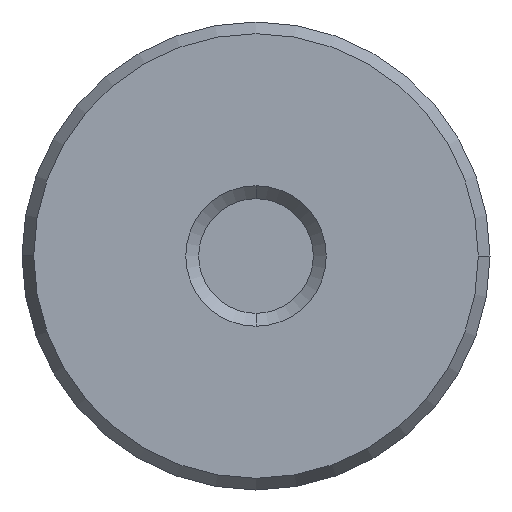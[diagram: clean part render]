
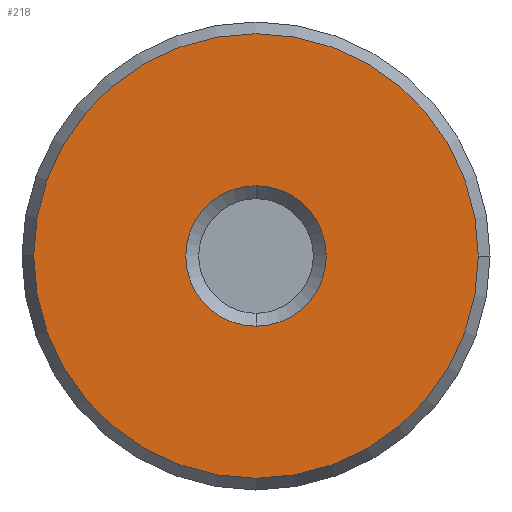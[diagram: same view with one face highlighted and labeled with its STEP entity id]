
A CAD part, front view. The second image highlights one B-rep face of the part: STEP entity #218.
In plain terms, the highlighted planar face has unit normal (0, -1, 0).
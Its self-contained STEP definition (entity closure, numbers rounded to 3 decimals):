
#218=ADVANCED_FACE('',(#537,#538),#539,.T.);
#537=FACE_OUTER_BOUND('',#959,.T.);
#538=FACE_BOUND('',#960,.T.);
#539=PLANE('',#961);
#959=EDGE_LOOP('',(#1491,#1492));
#960=EDGE_LOOP('',(#1493,#1494));
#961=AXIS2_PLACEMENT_3D('',#1495,#1496,#1497);
#1491=ORIENTED_EDGE('',*,*,#2348,.T.);
#1492=ORIENTED_EDGE('',*,*,#2389,.T.);
#1493=ORIENTED_EDGE('',*,*,#2400,.T.);
#1494=ORIENTED_EDGE('',*,*,#2328,.T.);
#1495=CARTESIAN_POINT('',(5.0,0.0,0.0));
#1496=DIRECTION('',(0.0,-1.0,-0.0));
#1497=DIRECTION('',(0.0,0.0,-1.0));
#2328=EDGE_CURVE('',#2713,#2710,#2714,.T.);
#2348=EDGE_CURVE('',#2741,#2745,#2747,.T.);
#2389=EDGE_CURVE('',#2745,#2741,#2802,.T.);
#2400=EDGE_CURVE('',#2710,#2713,#2813,.T.);
#2710=VERTEX_POINT('',#3212);
#2713=VERTEX_POINT('',#3216);
#2714=CIRCLE('',#3217,3.0);
#2741=VERTEX_POINT('',#3251);
#2745=VERTEX_POINT('',#3256);
#2747=CIRCLE('',#3259,9.5);
#2802=CIRCLE('',#3326,9.5);
#2813=CIRCLE('',#3337,3.0);
#3212=CARTESIAN_POINT('',(0.0,0.0,3.0));
#3216=CARTESIAN_POINT('',(0.,0.0,-3.0));
#3217=AXIS2_PLACEMENT_3D('',#3880,#3881,#3882);
#3251=CARTESIAN_POINT('',(9.5,0.0,0.0));
#3256=CARTESIAN_POINT('',(-9.5,0.0,0.));
#3259=AXIS2_PLACEMENT_3D('',#3910,#3911,#3912);
#3326=AXIS2_PLACEMENT_3D('',#3970,#3971,#3972);
#3337=AXIS2_PLACEMENT_3D('',#3988,#3989,#3990);
#3880=CARTESIAN_POINT('',(0.0,0.0,0.0));
#3881=DIRECTION('',(0.0,1.0,0.0));
#3882=DIRECTION('',(0.0,0.0,1.0));
#3910=CARTESIAN_POINT('',(0.0,0.0,0.0));
#3911=DIRECTION('',(0.0,-1.0,0.0));
#3912=DIRECTION('',(1.0,0.0,0.0));
#3970=CARTESIAN_POINT('',(0.0,0.0,0.0));
#3971=DIRECTION('',(0.0,-1.0,0.0));
#3972=DIRECTION('',(1.0,0.0,0.0));
#3988=CARTESIAN_POINT('',(0.0,0.0,0.0));
#3989=DIRECTION('',(0.0,1.0,0.0));
#3990=DIRECTION('',(0.0,0.0,1.0));
